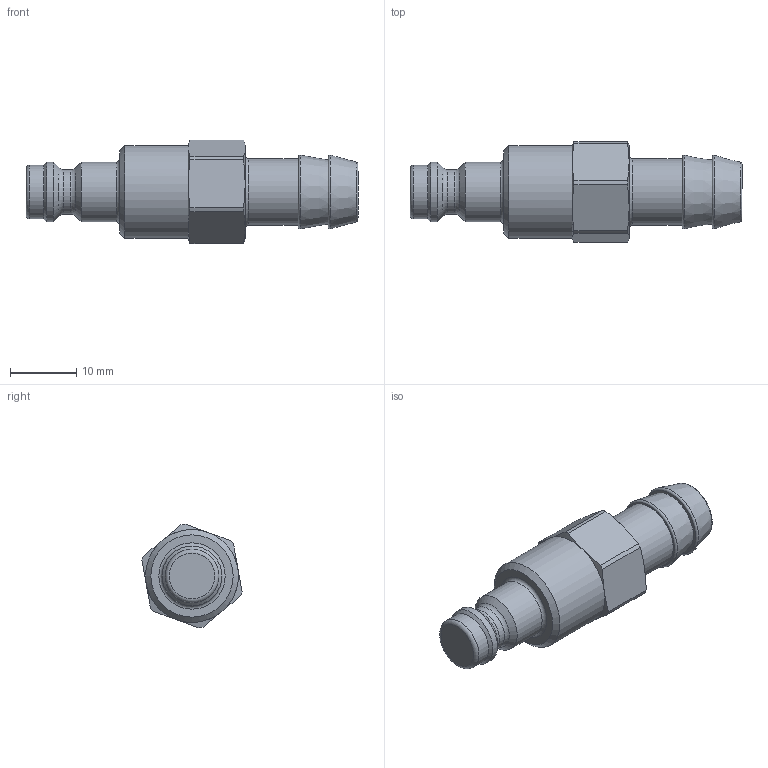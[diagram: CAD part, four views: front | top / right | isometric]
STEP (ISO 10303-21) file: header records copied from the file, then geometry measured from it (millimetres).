
FILE_DESCRIPTION((''),'2;1');
FILE_NAME('21sbtf10rex.stp','2014-07-23T07:43:37',('AS035480'),(''),'Autodesk Inventor 2013','Autodesk Inventor 2013','');
FILE_SCHEMA(('AUTOMOTIVE_DESIGN { 1 0 10303 214 1 1 1 1 }'));
Length unit declared in the file: millimetre
Products named in the file (1): D111114
Bounding box: 50 x 15.07 x 15.66 mm (x, y, z)
Volume: 5152.8 mm3; surface area: 2328.8 mm2
Topology: 1 solids, 3 shells, 62 faces, 131 edges, 78 vertices
Faces by surface type: cone 23, cylinder 15, plane 15, torus 9
Full cylindrical faces by diameter (mm): 6.7 x1, 8.1 x1, 9 x2, 10.05 x1, 10.85 x1, 11.5 x2, 14 x1
Entity records: 1532 total; most frequent: CARTESIAN_POINT 279, DIRECTION 258, ORIENTED_EDGE 192, AXIS2_PLACEMENT_3D 123, EDGE_LOOP 98, EDGE_CURVE 96, VERTEX_POINT 72, FACE_OUTER_BOUND 62
